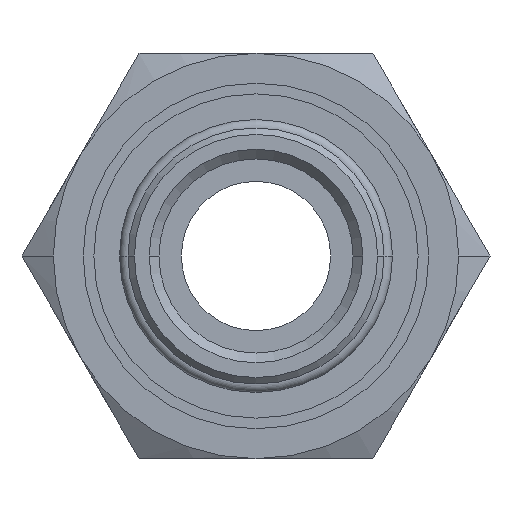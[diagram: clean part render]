
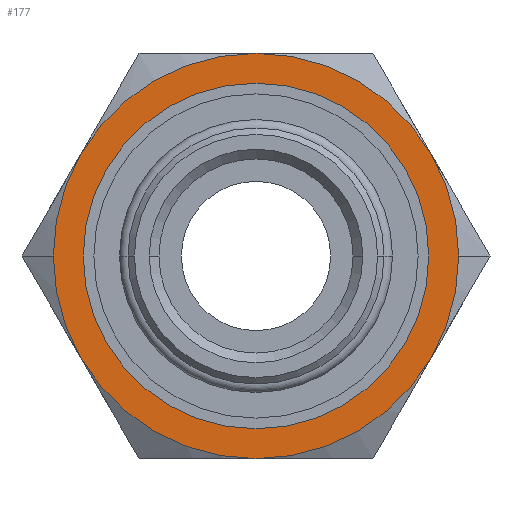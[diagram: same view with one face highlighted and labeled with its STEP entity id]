
A CAD part, front view. The second image highlights one B-rep face of the part: STEP entity #177.
In plain terms, the highlighted planar face has unit normal (0, -1, 0).
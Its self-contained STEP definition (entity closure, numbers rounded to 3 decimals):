
#177=ADVANCED_FACE('',(#371,#372),#373,.T.);
#371=FACE_BOUND('',#584,.T.);
#372=FACE_OUTER_BOUND('',#585,.T.);
#373=PLANE('',#586);
#584=EDGE_LOOP('',(#998,#999));
#585=EDGE_LOOP('',(#1000,#1001,#1002,#1003,#1004,#1005,#1006,#1007));
#586=AXIS2_PLACEMENT_3D('',#1008,#1009,#1010);
#998=ORIENTED_EDGE('',*,*,#1290,.T.);
#999=ORIENTED_EDGE('',*,*,#1255,.T.);
#1000=ORIENTED_EDGE('',*,*,#1319,.F.);
#1001=ORIENTED_EDGE('',*,*,#1300,.F.);
#1002=ORIENTED_EDGE('',*,*,#1304,.F.);
#1003=ORIENTED_EDGE('',*,*,#1307,.F.);
#1004=ORIENTED_EDGE('',*,*,#1241,.F.);
#1005=ORIENTED_EDGE('',*,*,#1312,.F.);
#1006=ORIENTED_EDGE('',*,*,#1316,.F.);
#1007=ORIENTED_EDGE('',*,*,#1236,.F.);
#1008=CARTESIAN_POINT('',(4.75,19.1,0.0));
#1009=DIRECTION('',(0.0,-1.0,0.0));
#1010=DIRECTION('',(-1.0,0.0,0.0));
#1236=EDGE_CURVE('',#1472,#1475,#1476,.T.);
#1241=EDGE_CURVE('',#1482,#1480,#1484,.T.);
#1255=EDGE_CURVE('',#1502,#1506,#1508,.T.);
#1290=EDGE_CURVE('',#1506,#1502,#1553,.T.);
#1300=EDGE_CURVE('',#1563,#1565,#1566,.T.);
#1304=EDGE_CURVE('',#1570,#1563,#1572,.T.);
#1307=EDGE_CURVE('',#1480,#1570,#1575,.T.);
#1312=EDGE_CURVE('',#1580,#1482,#1582,.T.);
#1316=EDGE_CURVE('',#1475,#1580,#1587,.T.);
#1319=EDGE_CURVE('',#1565,#1472,#1590,.T.);
#1472=VERTEX_POINT('',#1789);
#1475=VERTEX_POINT('',#1793);
#1476=CIRCLE('',#1794,9.5);
#1480=VERTEX_POINT('',#1809);
#1482=VERTEX_POINT('',#1812);
#1484=CIRCLE('',#1825,9.5);
#1502=VERTEX_POINT('',#1847);
#1506=VERTEX_POINT('',#1852);
#1508=CIRCLE('',#1855,6.84);
#1553=CIRCLE('',#1908,6.84);
#1563=VERTEX_POINT('',#1918);
#1565=VERTEX_POINT('',#1931);
#1566=CIRCLE('',#1932,9.5);
#1570=VERTEX_POINT('',#1947);
#1572=CIRCLE('',#1960,9.5);
#1575=CIRCLE('',#1974,9.5);
#1580=VERTEX_POINT('',#2001);
#1582=CIRCLE('',#2014,9.5);
#1587=CIRCLE('',#2041,9.5);
#1590=CIRCLE('',#2055,9.5);
#1789=CARTESIAN_POINT('',(9.5,19.1,0.));
#1793=CARTESIAN_POINT('',(8.227,19.1,-4.75));
#1794=AXIS2_PLACEMENT_3D('',#2325,#2326,#2327);
#1809=CARTESIAN_POINT('',(-9.5,19.1,0.));
#1812=CARTESIAN_POINT('',(-8.227,19.1,-4.75));
#1825=AXIS2_PLACEMENT_3D('',#2329,#2330,#2331);
#1847=CARTESIAN_POINT('',(6.84,19.1,0.));
#1852=CARTESIAN_POINT('',(-6.84,19.1,0.));
#1855=AXIS2_PLACEMENT_3D('',#2350,#2351,#2352);
#1908=AXIS2_PLACEMENT_3D('',#2403,#2404,#2405);
#1918=CARTESIAN_POINT('',(0.,19.1,9.5));
#1931=CARTESIAN_POINT('',(8.227,19.1,4.75));
#1932=AXIS2_PLACEMENT_3D('',#2418,#2419,#2420);
#1947=CARTESIAN_POINT('',(-8.227,19.1,4.75));
#1960=AXIS2_PLACEMENT_3D('',#2421,#2422,#2423);
#1974=AXIS2_PLACEMENT_3D('',#2424,#2425,#2426);
#2001=CARTESIAN_POINT('',(0.0,19.1,-9.5));
#2014=AXIS2_PLACEMENT_3D('',#2427,#2428,#2429);
#2041=AXIS2_PLACEMENT_3D('',#2430,#2431,#2432);
#2055=AXIS2_PLACEMENT_3D('',#2433,#2434,#2435);
#2325=CARTESIAN_POINT('',(0.0,19.1,0.0));
#2326=DIRECTION('',(-0.0,1.0,0.0));
#2327=DIRECTION('',(1.0,0.0,0.0));
#2329=CARTESIAN_POINT('',(0.0,19.1,0.0));
#2330=DIRECTION('',(-0.0,1.0,0.0));
#2331=DIRECTION('',(1.0,0.0,0.0));
#2350=CARTESIAN_POINT('',(0.0,19.1,0.0));
#2351=DIRECTION('',(-0.0,1.0,0.0));
#2352=DIRECTION('',(1.0,0.0,0.0));
#2403=CARTESIAN_POINT('',(0.0,19.1,0.0));
#2404=DIRECTION('',(-0.0,1.0,0.0));
#2405=DIRECTION('',(1.0,0.0,0.0));
#2418=CARTESIAN_POINT('',(0.0,19.1,0.0));
#2419=DIRECTION('',(-0.0,1.0,0.0));
#2420=DIRECTION('',(1.0,0.0,0.0));
#2421=CARTESIAN_POINT('',(0.0,19.1,0.0));
#2422=DIRECTION('',(-0.0,1.0,0.0));
#2423=DIRECTION('',(1.0,0.0,0.0));
#2424=CARTESIAN_POINT('',(0.0,19.1,0.0));
#2425=DIRECTION('',(-0.0,1.0,0.0));
#2426=DIRECTION('',(1.0,0.0,0.0));
#2427=CARTESIAN_POINT('',(0.0,19.1,0.0));
#2428=DIRECTION('',(-0.0,1.0,0.0));
#2429=DIRECTION('',(1.0,0.0,0.0));
#2430=CARTESIAN_POINT('',(0.0,19.1,0.0));
#2431=DIRECTION('',(-0.0,1.0,0.0));
#2432=DIRECTION('',(1.0,0.0,0.0));
#2433=CARTESIAN_POINT('',(0.0,19.1,0.0));
#2434=DIRECTION('',(-0.0,1.0,0.0));
#2435=DIRECTION('',(1.0,0.0,0.0));
